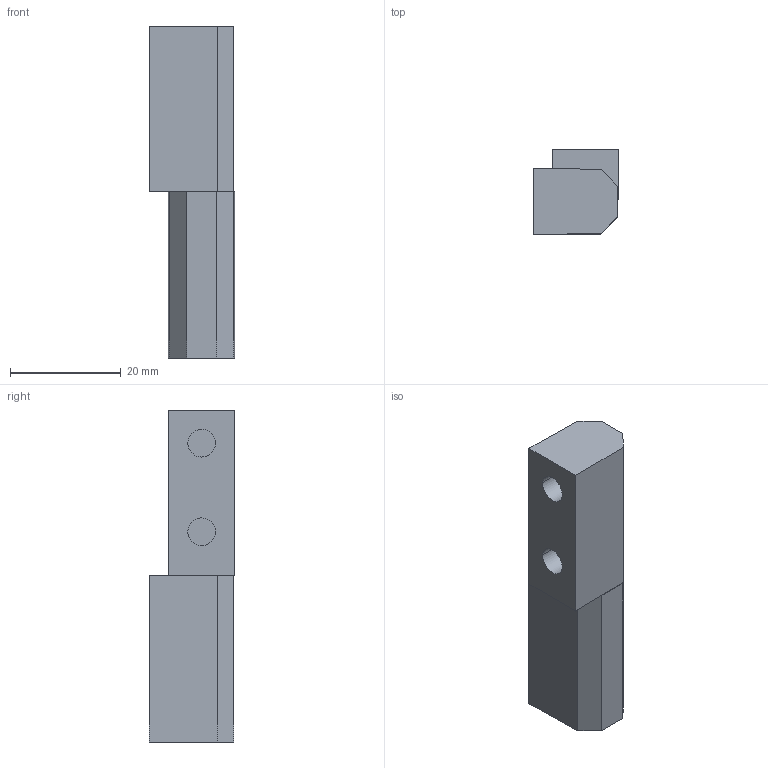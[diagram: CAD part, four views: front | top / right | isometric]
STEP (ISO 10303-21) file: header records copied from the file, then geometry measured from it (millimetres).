
FILE_DESCRIPTION((''),'2;1');
FILE_NAME('','2006-10-27T18:16:09',(''),(''),'','CADfix','');
FILE_SCHEMA(('AUTOMOTIVE_DESIGN'));
Length unit declared in the file: millimetre
Products named in the file (4): shaft; hinge pieces_B; hinge pieces_A; TEH_1079_U4_5649_36
Assembly tree (3 placements, depth 2):
  TEH_1079_U4_5649_36
    shaft
    hinge pieces_B
    hinge pieces_A
Bounding box: 15.5 x 15.5 x 60 mm (x, y, z)
Volume: 9573.3 mm3; surface area: 5645.2 mm2
Topology: 3 solids, 3 shells, 40 faces, 113 edges, 85 vertices
Faces by surface type: bspline 40
Entity records: 1453 total; most frequent: CARTESIAN_POINT 714, ORIENTED_EDGE 226, EDGE_CURVE 113, VERTEX_POINT 85, QUASI_UNIFORM_CURVE 52, EDGE_LOOP 46, FACE_OUTER_BOUND 40, ADVANCED_FACE 40
